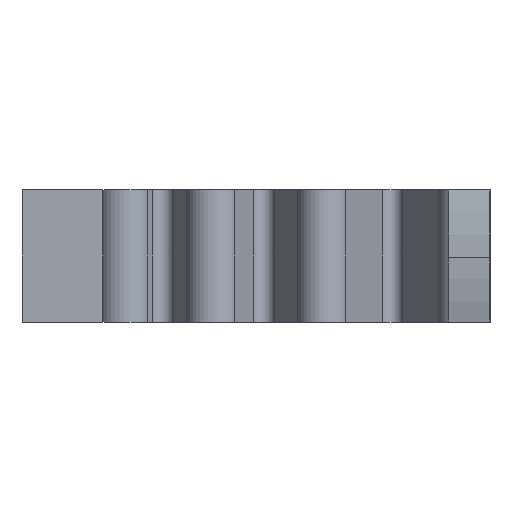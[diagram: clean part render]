
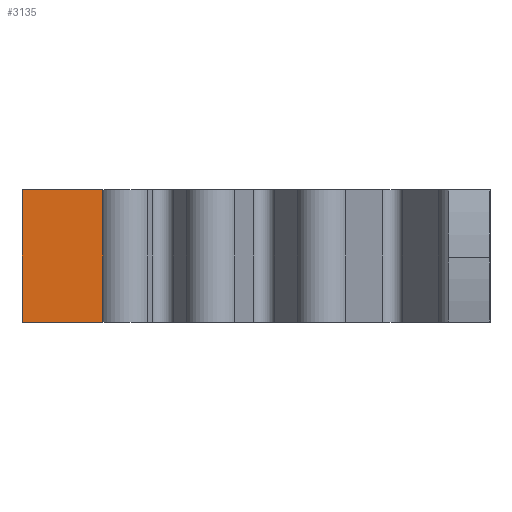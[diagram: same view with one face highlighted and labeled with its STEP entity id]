
A CAD part, left-side view. The second image highlights one B-rep face of the part: STEP entity #3135.
In plain terms, the highlighted planar face has unit normal (-1, 0, 0).
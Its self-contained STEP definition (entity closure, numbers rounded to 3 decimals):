
#2869 = VERTEX_POINT('',#2870);
#2870 = CARTESIAN_POINT('',(-1.771,32.213,7.));
#2876 = EDGE_CURVE('',#2869,#2877,#2879,.T.);
#2877 = VERTEX_POINT('',#2878);
#2878 = CARTESIAN_POINT('',(-1.771,27.943,7.));
#2879 = LINE('',#2880,#2881);
#2880 = CARTESIAN_POINT('',(-1.771,32.213,7.));
#2881 = VECTOR('',#2882,1.);
#2882 = DIRECTION('',(0.,-1.,0.));
#3115 = EDGE_CURVE('',#2877,#3116,#3118,.T.);
#3116 = VERTEX_POINT('',#3117);
#3117 = CARTESIAN_POINT('',(-1.771,27.943,0.));
#3118 = LINE('',#3119,#3120);
#3119 = CARTESIAN_POINT('',(-1.771,27.943,7.));
#3120 = VECTOR('',#3121,1.);
#3121 = DIRECTION('',(-0.,-0.,-1.));
#3135 = ADVANCED_FACE('',(#3136),#3154,.T.);
#3136 = FACE_BOUND('',#3137,.T.);
#3137 = EDGE_LOOP('',(#3138,#3146,#3152,#3153));
#3138 = ORIENTED_EDGE('',*,*,#3139,.T.);
#3139 = EDGE_CURVE('',#2869,#3140,#3142,.T.);
#3140 = VERTEX_POINT('',#3141);
#3141 = CARTESIAN_POINT('',(-1.771,32.213,0.));
#3142 = LINE('',#3143,#3144);
#3143 = CARTESIAN_POINT('',(-1.771,32.213,7.));
#3144 = VECTOR('',#3145,1.);
#3145 = DIRECTION('',(-0.,-0.,-1.));
#3146 = ORIENTED_EDGE('',*,*,#3147,.T.);
#3147 = EDGE_CURVE('',#3140,#3116,#3148,.T.);
#3148 = LINE('',#3149,#3150);
#3149 = CARTESIAN_POINT('',(-1.771,32.213,0.));
#3150 = VECTOR('',#3151,1.);
#3151 = DIRECTION('',(0.,-1.,0.));
#3152 = ORIENTED_EDGE('',*,*,#3115,.F.);
#3153 = ORIENTED_EDGE('',*,*,#2876,.F.);
#3154 = PLANE('',#3155);
#3155 = AXIS2_PLACEMENT_3D('',#3156,#3157,#3158);
#3156 = CARTESIAN_POINT('',(-1.771,32.213,7.));
#3157 = DIRECTION('',(-1.,0.,0.));
#3158 = DIRECTION('',(0.,-1.,0.));
